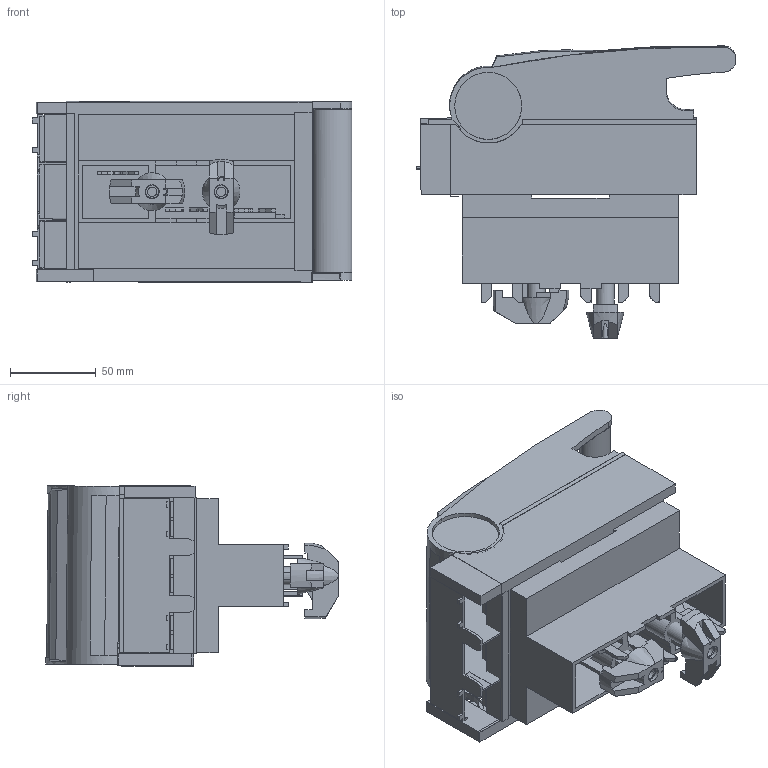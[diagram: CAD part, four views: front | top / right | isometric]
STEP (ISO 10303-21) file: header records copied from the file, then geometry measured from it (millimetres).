
FILE_DESCRIPTION((''),'2;1');
FILE_NAME('PRT0007','2024-01-19T15:11:47',('20724'),(''),'CREO PARAMETRIC BY PTC INC, 2016390','CREO PARAMETRIC BY PTC INC, 2016390','');
FILE_SCHEMA(('AUTOMOTIVE_DESIGN { 1 0 10303 214 1 1 1 1 }'));
Length unit declared in the file: millimetre
Products named in the file (1): PRT0007
Bounding box: 186.48 x 170.44 x 105.71 mm (x, y, z)
Volume: 319.5 mm3; surface area: 226985.2 mm2
Topology: 1 solids, 24 shells, 827 faces, 2929 edges, 2124 vertices
Faces by surface type: plane 659, cylinder 121, cone 35, torus 9, extrusion 2, bspline 1
Entity records: 41773 total; most frequent: CARTESIAN_POINT 7879, ORIENTED_EDGE 5141, DIRECTION 4634, PRESENTATION_STYLE_ASSIGNMENT 2955, STYLED_ITEM 2943, EDGE_CURVE 2929, CURVE_STYLE 2917, VECTOR 2306
